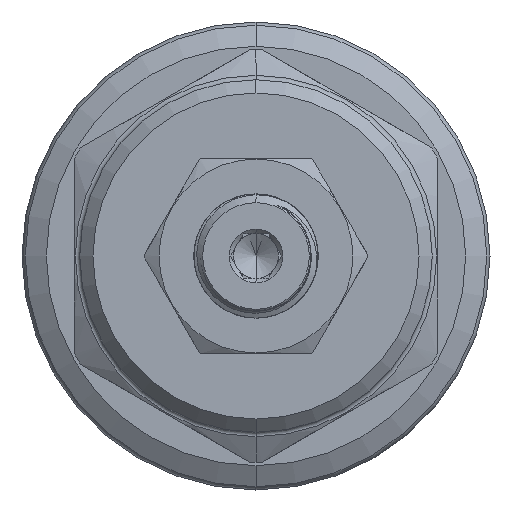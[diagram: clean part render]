
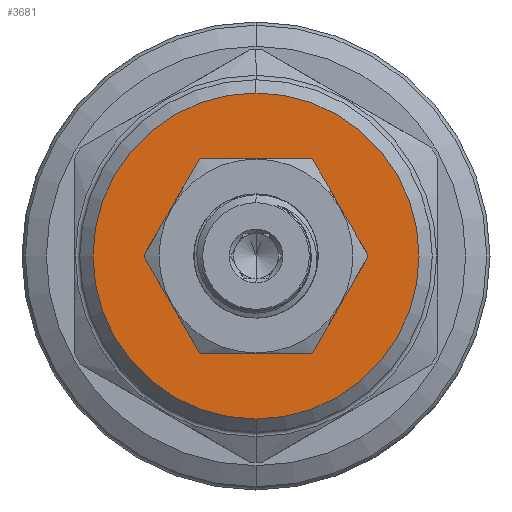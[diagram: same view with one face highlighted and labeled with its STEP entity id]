
A CAD part, left-side view. The second image highlights one B-rep face of the part: STEP entity #3681.
In plain terms, the highlighted planar face has unit normal (-1, 0, 0).
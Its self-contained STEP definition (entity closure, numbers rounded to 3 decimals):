
#398 = EDGE_CURVE ( 'NONE', #3545, #6140, #938, .T. ) ;
#510 = EDGE_CURVE ( 'NONE', #7440, #11242, #5948, .T. ) ;
#598 = CARTESIAN_POINT ( 'NONE',  ( -87.661, 0., 0. ) ) ;
#605 = DIRECTION ( 'NONE',  ( -1., 0., 0. ) ) ;
#677 = DIRECTION ( 'NONE',  ( 0., 0., 1. ) ) ;
#938 = CIRCLE ( 'NONE', #4599, 11. ) ;
#980 = FACE_OUTER_BOUND ( 'NONE', #11712, .T. ) ;
#989 = FACE_BOUND ( 'NONE', #13120, .T. ) ;
#3545 = VERTEX_POINT ( 'NONE', #13443 ) ;
#3681 = ADVANCED_FACE ( 'NONE', ( #980, #989 ), #13352, .T. ) ;
#3937 = EDGE_CURVE ( 'NONE', #6140, #3545, #6339, .T. ) ;
#3958 = EDGE_CURVE ( 'NONE', #11242, #7440, #6360, .T. ) ;
#4599 = AXIS2_PLACEMENT_3D ( 'NONE', #10226, #10334, #10501 ) ;
#4642 = AXIS2_PLACEMENT_3D ( 'NONE', #13356, #13349, #13348 ) ;
#4678 = AXIS2_PLACEMENT_3D ( 'NONE', #13583, #13582, #13581 ) ;
#4683 = AXIS2_PLACEMENT_3D ( 'NONE', #8800, #8801, #8802 ) ;
#4941 = AXIS2_PLACEMENT_3D ( 'NONE', #598, #605, #677 ) ;
#5948 = CIRCLE ( 'NONE', #4678, 18.5 ) ;
#6140 = VERTEX_POINT ( 'NONE', #8514 ) ;
#6339 = CIRCLE ( 'NONE', #4941, 11. ) ;
#6360 = CIRCLE ( 'NONE', #4683, 18.5 ) ;
#7440 = VERTEX_POINT ( 'NONE', #8212 ) ;
#8212 = CARTESIAN_POINT ( 'NONE',  ( -87.661, 0., 18.5 ) ) ;
#8514 = CARTESIAN_POINT ( 'NONE',  ( -87.661, 9.526, -5.5 ) ) ;
#8800 = CARTESIAN_POINT ( 'NONE',  ( -87.661, 0., 0. ) ) ;
#8801 = DIRECTION ( 'NONE',  ( -1., 0., 0. ) ) ;
#8802 = DIRECTION ( 'NONE',  ( 0., 0., 1. ) ) ;
#9341 = CARTESIAN_POINT ( 'NONE',  ( -87.661, 0., -18.5 ) ) ;
#10226 = CARTESIAN_POINT ( 'NONE',  ( -87.661, 0., 0. ) ) ;
#10334 = DIRECTION ( 'NONE',  ( -1., 0., 0. ) ) ;
#10501 = DIRECTION ( 'NONE',  ( 0., 0., 1. ) ) ;
#11242 = VERTEX_POINT ( 'NONE', #9341 ) ;
#11712 = EDGE_LOOP ( 'NONE', ( #11761, #11774 ) ) ;
#11761 = ORIENTED_EDGE ( 'NONE', *, *, #3958, .T. ) ;
#11771 = ORIENTED_EDGE ( 'NONE', *, *, #3937, .F. ) ;
#11773 = ORIENTED_EDGE ( 'NONE', *, *, #398, .F. ) ;
#11774 = ORIENTED_EDGE ( 'NONE', *, *, #510, .T. ) ;
#13120 = EDGE_LOOP ( 'NONE', ( #11773, #11771 ) ) ;
#13348 = DIRECTION ( 'NONE',  ( 0., 0., 1. ) ) ;
#13349 = DIRECTION ( 'NONE',  ( -1., 0., 0. ) ) ;
#13352 = PLANE ( 'NONE',  #4642 ) ;
#13356 = CARTESIAN_POINT ( 'NONE',  ( -87.661, 0., 0. ) ) ;
#13443 = CARTESIAN_POINT ( 'NONE',  ( -87.661, -9.526, 5.5 ) ) ;
#13581 = DIRECTION ( 'NONE',  ( 0., 0., 1. ) ) ;
#13582 = DIRECTION ( 'NONE',  ( -1., 0., 0. ) ) ;
#13583 = CARTESIAN_POINT ( 'NONE',  ( -87.661, 0., 0. ) ) ;
